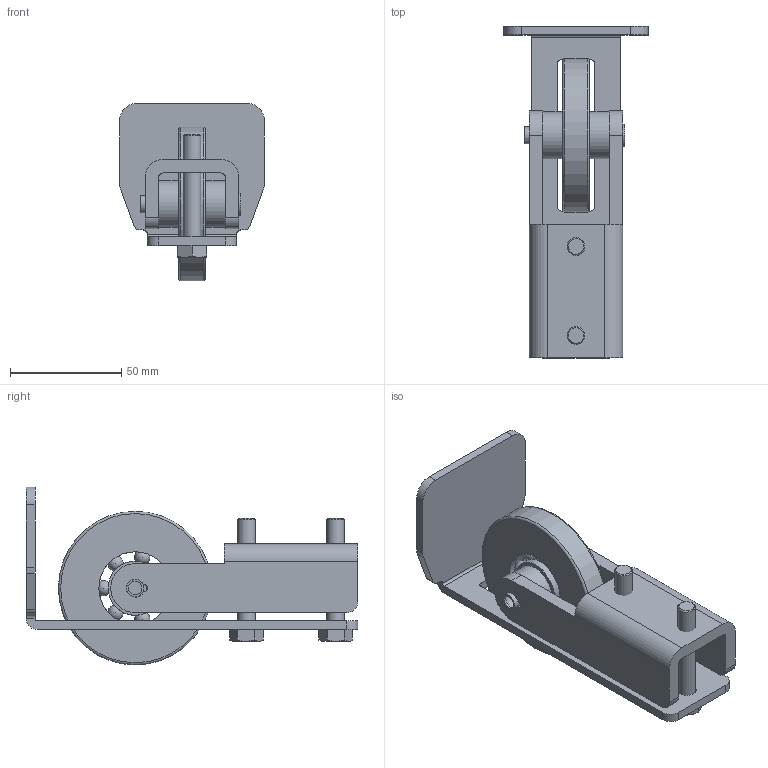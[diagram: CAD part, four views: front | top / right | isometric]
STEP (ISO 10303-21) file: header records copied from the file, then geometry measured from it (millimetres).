
FILE_DESCRIPTION(/* description */ (''),/* implementation_level */ '2;1');
FILE_NAME(/* name */ '1051G.stp',/* time_stamp */ '2019-08-05T10:54:31+02:00',/* author */ ('DOMINIQUE'),/* organization */ (''),/* preprocessor_version */ 'ST-DEVELOPER v17.2',/* originating_system */ 'Autodesk Inventor 2019',/* authorisation */ '');
FILE_SCHEMA (('AUTOMOTIVE_DESIGN { 1 0 10303 214 3 1 1 }'));
Length unit declared in the file: millimetre
Products named in the file (7): 1051G; 20353A; 20356; 04522; 20354; 20355; 09137
Assembly tree (8 placements, depth 2):
  1051G
    20353A
    20356
    04522  x2
    20354
    20355  x2
    09137
Bounding box: 65 x 149 x 79.9 mm (x, y, z)
Volume: 130250 mm3; surface area: 58796.4 mm2
Topology: 8 solids, 8 shells, 153 faces, 427 edges, 283 vertices
Faces by surface type: plane 61, cylinder 48, cone 19, torus 18, sphere 7
Full cylindrical faces by diameter (mm): 6.647 x2, 7.8 x1, 8 x2, 8.5 x2, 10 x3, 17 x3, 21 x2, 24.36 x2, 32.64 x2, 69 x1
Entity records: 5245 total; most frequent: CARTESIAN_POINT 1525, DIRECTION 742, ORIENTED_EDGE 726, EDGE_CURVE 363, AXIS2_PLACEMENT_3D 304, VERTEX_POINT 253, EDGE_LOOP 166, CIRCLE 161
